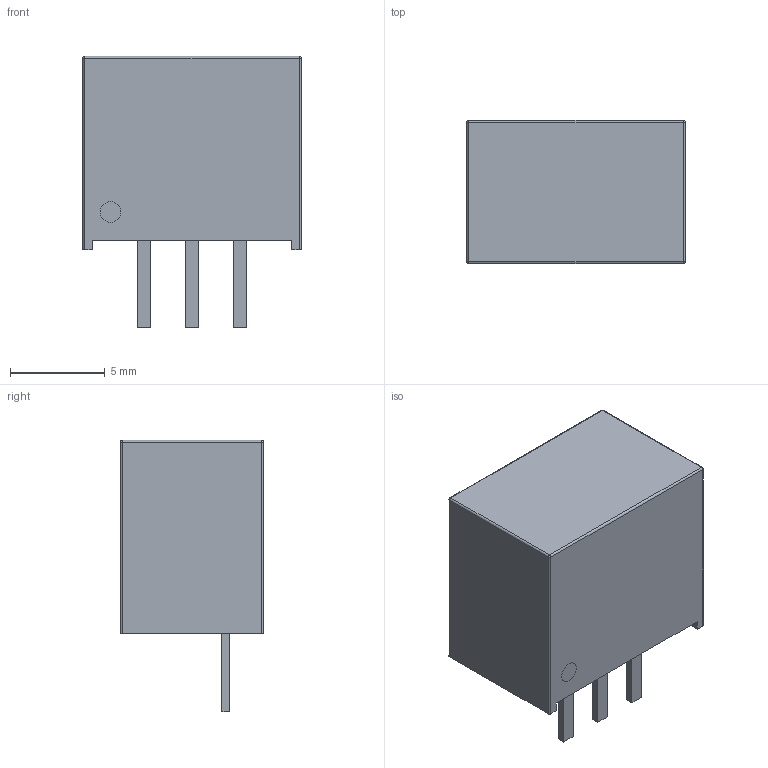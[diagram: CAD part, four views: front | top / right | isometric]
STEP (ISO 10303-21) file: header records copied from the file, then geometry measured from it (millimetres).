
FILE_DESCRIPTION (( 'STEP AP214' ), '1' );
FILE_NAME ('PWRM-TH_YLPTEC_K78XX-1000R3.STEP', '2022-05-16T02:25:24', ( 'PC' ), ( 'Microsoft' ), 'SwSTEP 2.0', 'SolidWorks 2020', '' );
FILE_SCHEMA (( 'AUTOMOTIVE_DESIGN' ));
Length unit declared in the file: millimetre
Products named in the file (1): PWRM-TH_YLPTEC_K78XX-1000R3
Bounding box: 11.5 x 7.55 x 14.3 mm (x, y, z)
Volume: 849.7 mm3; surface area: 586.3 mm2
Topology: 1 solids, 1 shells, 99 faces, 250 edges, 160 vertices
Faces by surface type: plane 71, bspline 14, cylinder 10, sphere 4
Entity records: 4707 total; most frequent: CARTESIAN_POINT 1304, ORIENTED_EDGE 492, DIRECTION 410, EDGE_CURVE 246, VECTOR 198, LINE 198, VERTEX_POINT 160, EDGE_LOOP 110
